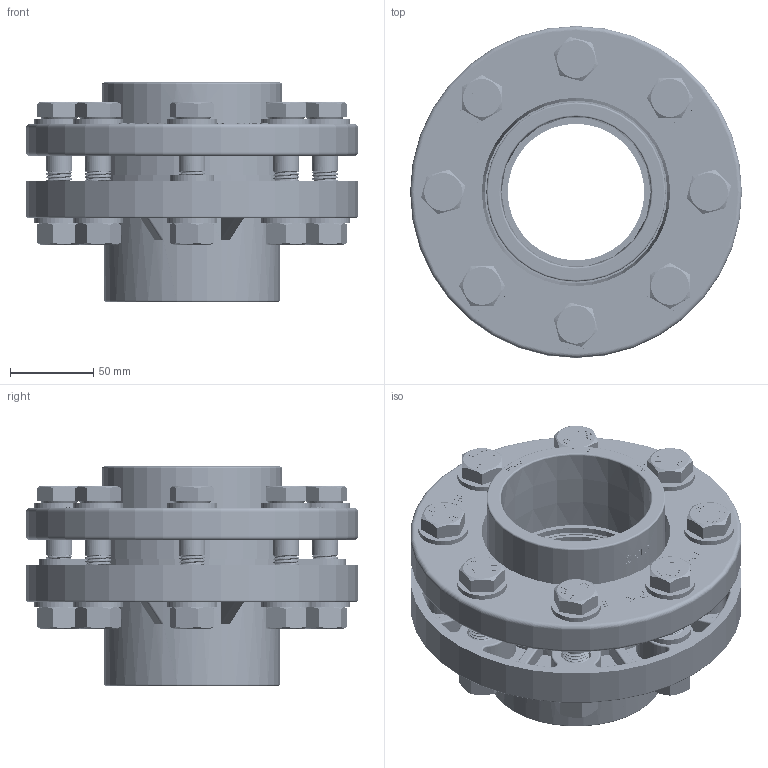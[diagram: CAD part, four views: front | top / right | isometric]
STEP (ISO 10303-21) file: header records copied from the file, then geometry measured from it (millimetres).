
FILE_DESCRIPTION(/* description */ (''),/* implementation_level */ '2;1');
FILE_NAME(/* name */ 'AF0707.000.090.step',/* time_stamp */ '2026-02-13T11:53:50+01:00',/* author */ (''),/* organization */ (''),/* preprocessor_version */ 'ST-DEVELOPER v20.1',/* originating_system */ 'Autodesk Translation Framework v14.24.0.0',/* authorisation */ '');
FILE_SCHEMA (('AUTOMOTIVE_DESIGN { 1 0 10303 214 3 1 1 }'));
Length unit declared in the file: millimetre
Products named in the file (7): 2026-02-13-07-50-12-920; 2026-02-13-08-51-43-319; 2026-02-13-08-51-36-358; 2026-02-13-08-51-48-582; 2026-02-13-10-23-30-893; DIN 125 - A 17 Stahl 100 HV Einfach; 2026-02-13-11-53-01-276
Assembly tree (28 placements, depth 2):
  2026-02-13-07-50-12-920
    2026-02-13-08-51-43-319
    2026-02-13-08-51-36-358
    2026-02-13-08-51-48-582
    2026-02-13-10-23-30-893
    2026-02-13-11-53-01-276  x8
    DIN 125 - A 17 Stahl 100 HV Einfach  x16
Bounding box: 199.9 x 199.9 x 132.45 mm (x, y, z)
Volume: 1227104.3 mm3; surface area: 372330.4 mm2
Topology: 36 solids, 36 shells, 2825 faces, 7499 edges, 4946 vertices
Faces by surface type: plane 1092, bspline 889, cylinder 677, torus 88, cone 79
Full cylindrical faces by diameter (mm): 3.5 x1, 4.667 x1, 13.534 x144, 14.023 x32, 15.822 x152, 16.25 x32, 17 x16, 18 x16, 19 x2, 30 x16, 82.2 x1, 84.1 x1, 85.8 x1, 90 x1, 105.5 x1, 108 x1, 109.8 x1, 121.8 x1, 199.6 x1, 199.9 x1
Entity records: 126976 total; most frequent: CARTESIAN_POINT 69034, ORIENTED_EDGE 13796, DIRECTION 8791, EDGE_CURVE 6898, VERTEX_POINT 4557, LINE 3543, VECTOR 3543, EDGE_LOOP 2817
